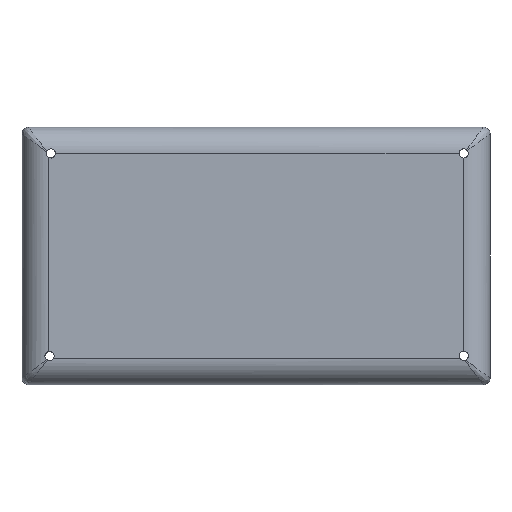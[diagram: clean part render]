
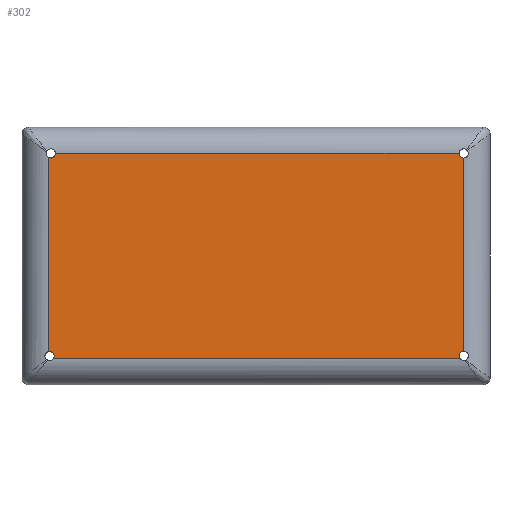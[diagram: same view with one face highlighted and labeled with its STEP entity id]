
A CAD part, top view. The second image highlights one B-rep face of the part: STEP entity #302.
In plain terms, the highlighted planar face has unit normal (0, 0, 1).
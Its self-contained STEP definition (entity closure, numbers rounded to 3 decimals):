
#23=PLANE('',#343);
#39=FACE_OUTER_BOUND('',#53,.T.);
#53=EDGE_LOOP('',(#239,#240,#241,#242,#243,#244,#245,#246,#247));
#87=LINE('',#640,#99);
#90=LINE('',#652,#102);
#91=LINE('',#654,#103);
#92=LINE('',#655,#104);
#99=VECTOR('',#385,10.);
#102=VECTOR('',#398,10.);
#103=VECTOR('',#401,10.);
#104=VECTOR('',#402,10.);
#108=CIRCLE('',#326,1.75);
#109=CIRCLE('',#327,1.75);
#111=CIRCLE('',#330,1.75);
#113=CIRCLE('',#333,1.75);
#115=CIRCLE('',#336,1.75);
#117=VERTEX_POINT('',#423);
#118=VERTEX_POINT('',#425);
#121=VERTEX_POINT('',#459);
#124=VERTEX_POINT('',#479);
#125=VERTEX_POINT('',#490);
#129=VERTEX_POINT('',#532);
#132=VERTEX_POINT('',#569);
#137=VERTEX_POINT('',#611);
#138=VERTEX_POINT('',#627);
#149=EDGE_CURVE('',#118,#117,#108,.T.);
#153=EDGE_CURVE('',#117,#121,#109,.T.);
#157=EDGE_CURVE('',#125,#124,#111,.T.);
#166=EDGE_CURVE('',#129,#132,#113,.T.);
#172=EDGE_CURVE('',#138,#137,#115,.T.);
#174=EDGE_CURVE('',#118,#132,#87,.T.);
#181=EDGE_CURVE('',#138,#124,#90,.T.);
#182=EDGE_CURVE('',#125,#121,#91,.T.);
#183=EDGE_CURVE('',#129,#137,#92,.T.);
#239=ORIENTED_EDGE('',*,*,#149,.T.);
#240=ORIENTED_EDGE('',*,*,#153,.T.);
#241=ORIENTED_EDGE('',*,*,#182,.F.);
#242=ORIENTED_EDGE('',*,*,#157,.T.);
#243=ORIENTED_EDGE('',*,*,#181,.F.);
#244=ORIENTED_EDGE('',*,*,#172,.T.);
#245=ORIENTED_EDGE('',*,*,#183,.F.);
#246=ORIENTED_EDGE('',*,*,#166,.T.);
#247=ORIENTED_EDGE('',*,*,#174,.F.);
#302=ADVANCED_FACE('',(#39),#23,.T.);
#326=AXIS2_PLACEMENT_3D('',#426,#358,#359);
#327=AXIS2_PLACEMENT_3D('',#473,#360,#361);
#330=AXIS2_PLACEMENT_3D('',#491,#367,#368);
#333=AXIS2_PLACEMENT_3D('',#581,#374,#375);
#336=AXIS2_PLACEMENT_3D('',#628,#381,#382);
#343=AXIS2_PLACEMENT_3D('',#653,#399,#400);
#358=DIRECTION('center_axis',(0.,0.,-1.));
#359=DIRECTION('ref_axis',(-1.,0.,0.));
#360=DIRECTION('center_axis',(0.,0.,-1.));
#361=DIRECTION('ref_axis',(-1.,0.,0.));
#367=DIRECTION('center_axis',(0.,0.,-1.));
#368=DIRECTION('ref_axis',(-1.,0.,0.));
#374=DIRECTION('center_axis',(0.,0.,-1.));
#375=DIRECTION('ref_axis',(-1.,0.,0.));
#381=DIRECTION('center_axis',(0.,0.,-1.));
#382=DIRECTION('ref_axis',(-1.,0.,0.));
#385=DIRECTION('',(0.,1.,0.));
#398=DIRECTION('',(0.,-1.,0.));
#399=DIRECTION('center_axis',(0.,0.,1.));
#400=DIRECTION('ref_axis',(1.,0.,0.));
#401=DIRECTION('',(-1.,0.,0.));
#402=DIRECTION('',(1.,0.,0.));
#423=CARTESIAN_POINT('',(12.212,-107.06,130.));
#425=CARTESIAN_POINT('',(10.,-105.373,130.));
#426=CARTESIAN_POINT('Origin',(10.462,-107.06,130.));
#459=CARTESIAN_POINT('',(11.938,-108.,130.));
#473=CARTESIAN_POINT('Origin',(10.462,-107.06,130.));
#479=CARTESIAN_POINT('',(168.,-105.25,130.));
#490=CARTESIAN_POINT('',(166.564,-108.,130.));
#491=CARTESIAN_POINT('Origin',(168.,-107.,130.));
#532=CARTESIAN_POINT('',(12.75,-30.,130.));
#569=CARTESIAN_POINT('',(10.,-31.436,130.));
#581=CARTESIAN_POINT('Origin',(11.,-30.,130.));
#611=CARTESIAN_POINT('',(166.25,-30.,130.));
#627=CARTESIAN_POINT('',(168.,-31.75,130.));
#628=CARTESIAN_POINT('Origin',(168.,-30.,130.));
#640=CARTESIAN_POINT('',(10.,-44.5,130.));
#652=CARTESIAN_POINT('',(168.,-93.5,130.));
#653=CARTESIAN_POINT('Origin',(89.,-69.,130.));
#654=CARTESIAN_POINT('',(44.5,-108.,130.));
#655=CARTESIAN_POINT('',(133.5,-30.,130.));
